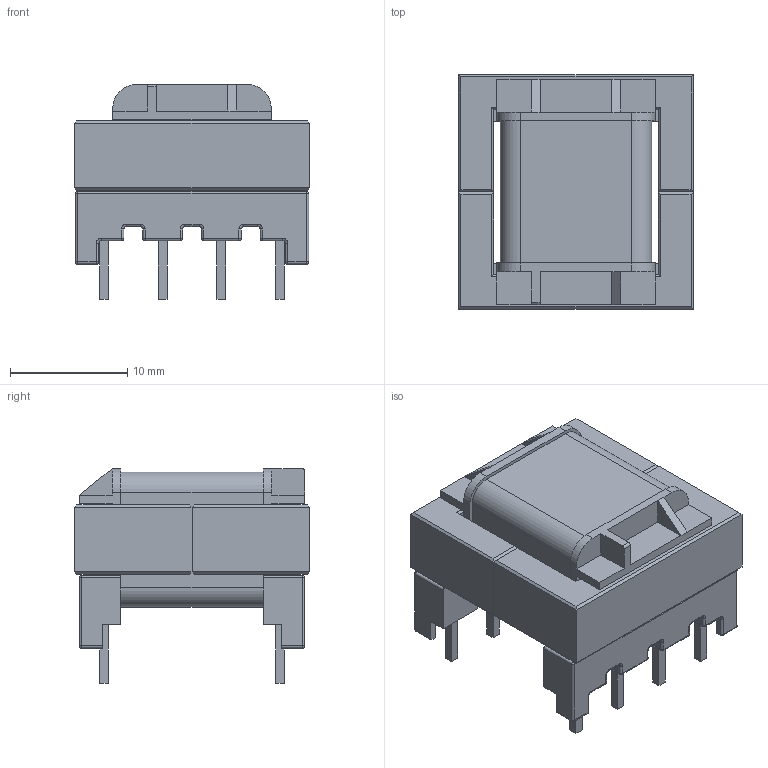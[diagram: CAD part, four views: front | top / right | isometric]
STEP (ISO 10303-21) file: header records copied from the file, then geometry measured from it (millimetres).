
FILE_DESCRIPTION(/* description */ (''),/* implementation_level */ '2;1');
FILE_NAME(/* name */ 'EF20-K-H-8P-(556).step',/* time_stamp */ '2022-04-22T14:00:59+07:00',/* author */ (''),/* organization */ (''),/* preprocessor_version */ 'ST-DEVELOPER v18.1',/* originating_system */ 'Autodesk Translation Framework v10.13.0.1454',/* authorisation */ '');
FILE_SCHEMA (('AUTOMOTIVE_DESIGN { 1 0 10303 214 3 1 1 }'));
Length unit declared in the file: millimetre
Products named in the file (1): EF20-K-H-8P-(556)
Bounding box: 20 x 20 x 18.3 mm (x, y, z)
Volume: 3798.9 mm3; surface area: 4749.4 mm2
Topology: 12 solids, 12 shells, 356 faces, 832 edges, 500 vertices
Faces by surface type: plane 227, cylinder 89, sphere 24, torus 16
Entity records: 9970 total; most frequent: DIRECTION 1740, CARTESIAN_POINT 1689, ORIENTED_EDGE 1664, EDGE_CURVE 832, LINE 638, VECTOR 638, AXIS2_PLACEMENT_3D 551, VERTEX_POINT 500
